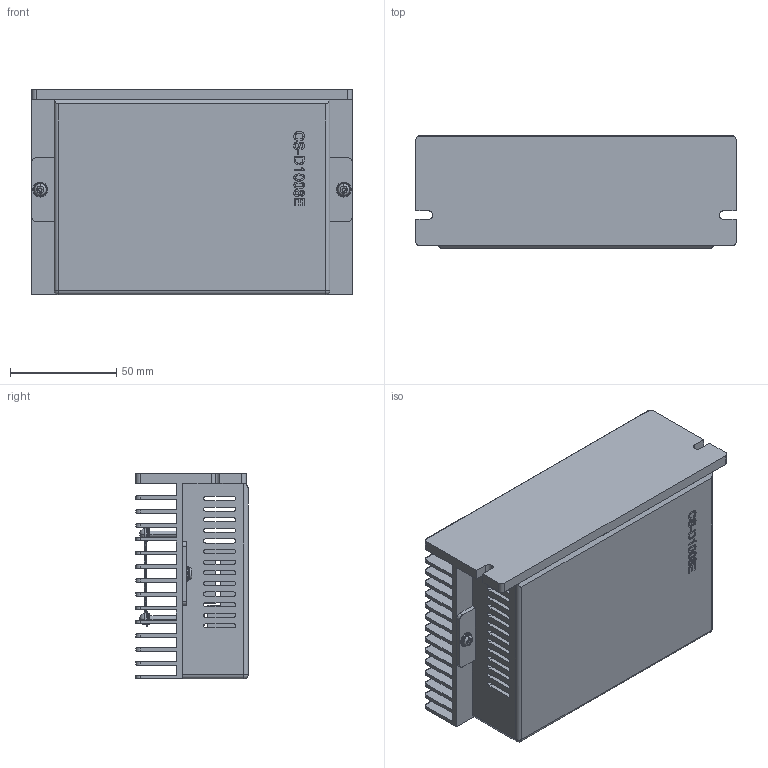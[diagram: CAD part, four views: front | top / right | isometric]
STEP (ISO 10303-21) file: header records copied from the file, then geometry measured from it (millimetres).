
FILE_DESCRIPTION(/* description */ ('Alibre Inc.'),/* implementation_level */ '2;1');
FILE_NAME(/* name */ 'export-5F362C90-5714-44ED-B086-D005928CA842',/* time_stamp */ '2022-10-20T16:43:03+02:00',/* author */ (''),/* organization */ (''),/* preprocessor_version */ 'ST-DEVELOPER v17',/* originating_system */ 'Alibre',/* authorisation */ '');
FILE_SCHEMA (('AUTOMOTIVE_DESIGN'));
Length unit declared in the file: millimetre
Products named in the file (19): 232323_2; M3_1; ZJ_2; M3X8_GB818_9_3; D3_GB9074_26_11_2; D3_GB9074_24_14_2; M3X8_GB9074_4_ASM_2_ASM; FAN_ASM_2_ASM; CONNECTOR_5MMCLOSED6PIN_MALE_2; CONNECTOR_3_5MM6PIN_MALE_2; CONNECTOR_3_5MM4PIN_MALE_2; LED_GREEN_RED_2; HEADER_2_0_4X_1; MSK_05_G2_1; DIP_SWITCH_8PIN_VIC2_2; PCB_CL86CV20_ASM_1_ASM; ROTARY_DRR3016-Z_FUJISOKU__1; CL86C_ASM_39_ASM
Bounding box: 151 x 53 x 97 mm (x, y, z)
Volume: 186605.6 mm3; surface area: 174887.2 mm2
Topology: 37 solids, 37 shells, 3872 faces, 10191 edges, 5039 vertices
Faces by surface type: plane 3020, cylinder 465, bspline 254, torus 86, cone 33, sphere 14
Full cylindrical faces by diameter (mm): 4 x2
Entity records: 122855 total; most frequent: CARTESIAN_POINT 50897, ORIENTED_EDGE 16524, DIRECTION 11183, EDGE_CURVE 8262, VECTOR 6585, LINE 6585, VERTEX_POINT 4209, AXIS2_PLACEMENT_3D 3523
